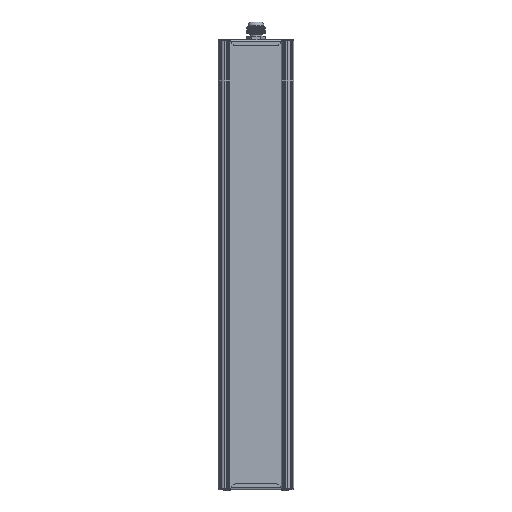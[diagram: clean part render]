
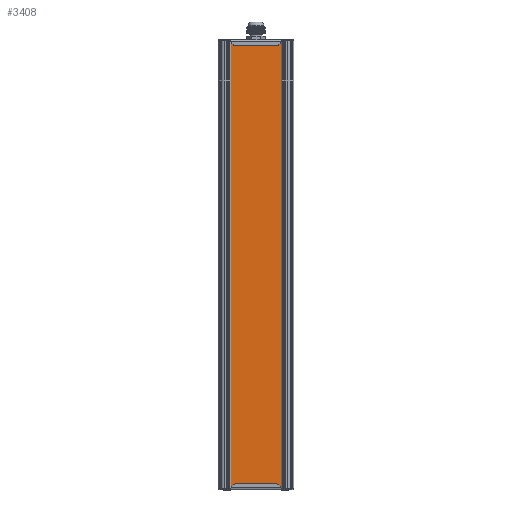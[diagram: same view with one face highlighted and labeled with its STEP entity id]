
A CAD part, front view. The second image highlights one B-rep face of the part: STEP entity #3408.
In plain terms, the highlighted face is planar.
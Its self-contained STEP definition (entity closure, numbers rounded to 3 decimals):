
#3408=ADVANCED_FACE('',(#15874),#15876,.T.);
#15874=FACE_BOUND('',#15875,.T.);
#15875=EDGE_LOOP('',(#30056,#30057,#30058,#30059));
#15876=PLANE('',#15877);
#15877=AXIS2_PLACEMENT_3D('',#15878,#15879,#15880);
#15878=CARTESIAN_POINT('',(120.465,593.492,117.308));
#15879=DIRECTION('',(0.,0.,-1.));
#15880=DIRECTION('',(0.,1.,0.));
#30056=ORIENTED_EDGE('',*,*,#37770,.T.);
#30057=ORIENTED_EDGE('',*,*,#37772,.F.);
#30058=ORIENTED_EDGE('',*,*,#37773,.F.);
#30059=ORIENTED_EDGE('',*,*,#37774,.T.);
#37770=EDGE_CURVE('',#43962,#43960,#43963,.T.);
#37772=EDGE_CURVE('',#43965,#43960,#43966,.T.);
#37773=EDGE_CURVE('',#43967,#43965,#43968,.T.);
#37774=EDGE_CURVE('',#43967,#43962,#43969,.T.);
#43960=VERTEX_POINT('',#63722);
#43962=VERTEX_POINT('',#63726);
#43963=LINE('',#63727,#63728);
#43965=VERTEX_POINT('',#63733);
#43966=LINE('',#63734,#63735);
#43967=VERTEX_POINT('',#63737);
#43968=LINE('',#63738,#63739);
#43969=LINE('',#63741,#63742);
#63722=CARTESIAN_POINT('',(599.465,679.838,117.308));
#63726=CARTESIAN_POINT('',(-62.535,679.838,117.308));
#63727=CARTESIAN_POINT('',(-62.535,679.838,117.308));
#63728=VECTOR('',#63729,1.);
#63729=DIRECTION('',(1.,0.,0.));
#63733=CARTESIAN_POINT('',(599.465,593.492,117.308));
#63734=CARTESIAN_POINT('',(599.465,593.492,117.308));
#63735=VECTOR('',#63736,1.);
#63736=DIRECTION('',(0.,1.,0.));
#63737=CARTESIAN_POINT('',(-62.535,593.492,117.308));
#63738=CARTESIAN_POINT('',(-62.535,593.492,117.308));
#63739=VECTOR('',#63740,1.);
#63740=DIRECTION('',(1.,0.,0.));
#63741=CARTESIAN_POINT('',(-62.535,593.492,117.308));
#63742=VECTOR('',#63743,1.);
#63743=DIRECTION('',(0.,1.,0.));
